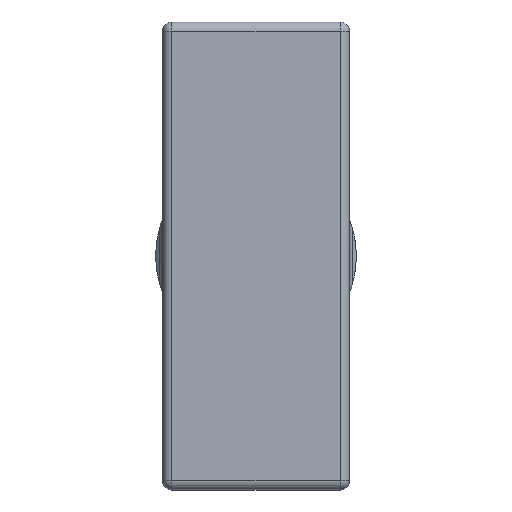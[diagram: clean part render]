
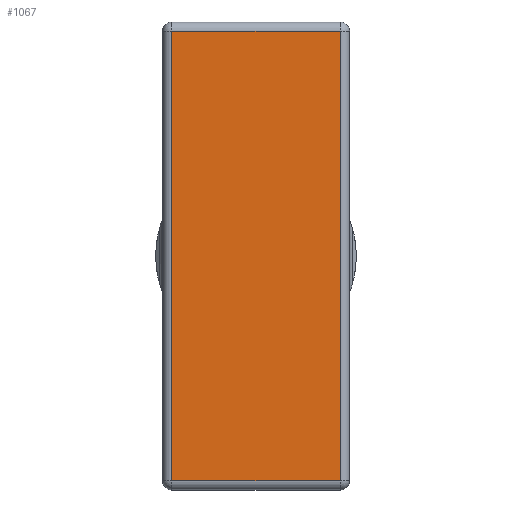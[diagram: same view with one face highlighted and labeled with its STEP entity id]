
A CAD part, front view. The second image highlights one B-rep face of the part: STEP entity #1067.
In plain terms, the highlighted planar face has unit normal (0, -1, 0).
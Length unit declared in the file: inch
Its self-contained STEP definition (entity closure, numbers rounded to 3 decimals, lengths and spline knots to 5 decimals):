
#22=PLANE('',#1183);
#56=LINE('',#1621,#120);
#68=LINE('',#1735,#132);
#70=LINE('',#1738,#134);
#72=LINE('',#1771,#136);
#120=VECTOR('',#1276,0.3937);
#132=VECTOR('',#1340,0.3937);
#134=VECTOR('',#1344,0.3937);
#136=VECTOR('',#1356,0.3937);
#253=FACE_OUTER_BOUND('',#325,.T.);
#325=EDGE_LOOP('',(#873,#874,#875,#876));
#452=VERTEX_POINT('',#1602);
#455=VERTEX_POINT('',#1612);
#462=VERTEX_POINT('',#1659);
#469=VERTEX_POINT('',#1700);
#554=EDGE_CURVE('',#452,#455,#56,.T.);
#586=EDGE_CURVE('',#455,#469,#68,.T.);
#588=EDGE_CURVE('',#469,#462,#70,.T.);
#595=EDGE_CURVE('',#462,#452,#72,.T.);
#873=ORIENTED_EDGE('',*,*,#554,.F.);
#874=ORIENTED_EDGE('',*,*,#595,.F.);
#875=ORIENTED_EDGE('',*,*,#588,.F.);
#876=ORIENTED_EDGE('',*,*,#586,.F.);
#1067=ADVANCED_FACE('',(#253),#22,.T.);
#1183=AXIS2_PLACEMENT_3D('',#2159,#1413,#1414);
#1276=DIRECTION('',(1.,0.,0.));
#1340=DIRECTION('',(0.,0.,-1.));
#1344=DIRECTION('',(-1.,0.,0.));
#1356=DIRECTION('',(0.,0.,1.));
#1413=DIRECTION('center_axis',(0.,-1.,0.));
#1414=DIRECTION('ref_axis',(0.,0.,-1.));
#1602=CARTESIAN_POINT('',(-0.315,-0.65,0.84));
#1612=CARTESIAN_POINT('',(0.315,-0.65,0.84));
#1621=CARTESIAN_POINT('',(0.175,-0.65,0.84));
#1659=CARTESIAN_POINT('',(-0.315,-0.65,-0.84));
#1700=CARTESIAN_POINT('',(0.315,-0.65,-0.84));
#1735=CARTESIAN_POINT('',(0.315,-0.65,-0.4375));
#1738=CARTESIAN_POINT('',(-0.175,-0.65,-0.84));
#1771=CARTESIAN_POINT('',(-0.315,-0.65,0.4375));
#2159=CARTESIAN_POINT('Origin',(0.,-0.65,0.));
